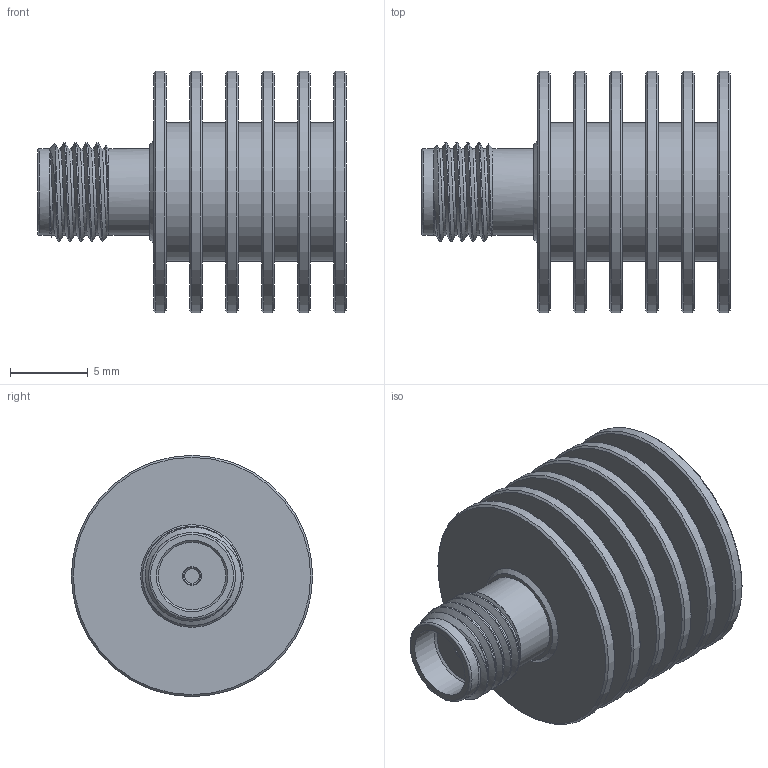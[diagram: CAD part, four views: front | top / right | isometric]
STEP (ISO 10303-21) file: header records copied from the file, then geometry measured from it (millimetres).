
FILE_DESCRIPTION (( 'STEP AP203' ), '1' );
FILE_NAME ('PE6096_3D.step', '2022-05-10T16:26:41', ( '' ), ( '' ), 'SwSTEP 2.0', 'SolidWorks 2021', '' );
FILE_SCHEMA (( 'CONFIG_CONTROL_DESIGN' ));
Length unit declared in the file: inch
Products named in the file (1): PE6096_3D
Bounding box: 19.81 x 15.49 x 15.49 mm (x, y, z)
Volume: 1541.1 mm3; surface area: 2256.4 mm2
Topology: 1 solids, 1 shells, 63 faces, 130 edges, 83 vertices
Faces by surface type: plane 24, cone 18, cylinder 17, bspline 3, torus 1
Full cylindrical faces by diameter (mm): 0.94 x1, 1.194 x1, 4.572 x1, 5.582 x2, 8.89 x5, 15.494 x6
Entity records: 3240 total; most frequent: CARTESIAN_POINT 2008, DIRECTION 250, ORIENTED_EDGE 178, AXIS2_PLACEMENT_3D 117, EDGE_LOOP 108, EDGE_CURVE 89, FACE_OUTER_BOUND 80, VERTEX_POINT 73
